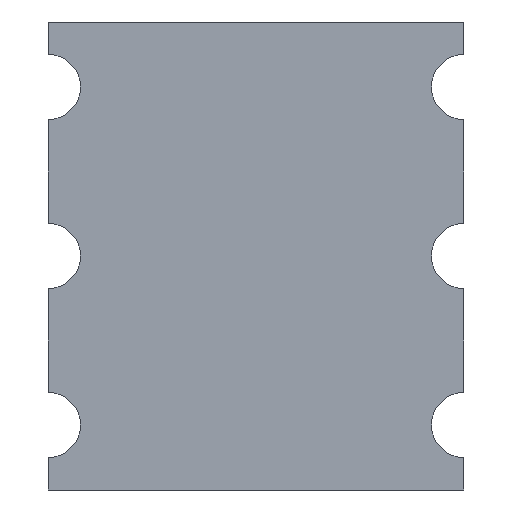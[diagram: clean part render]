
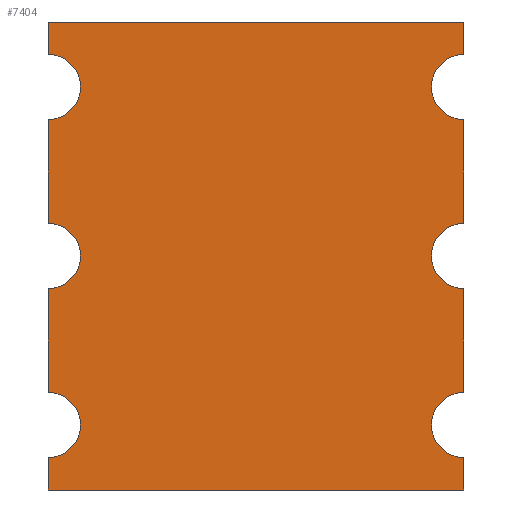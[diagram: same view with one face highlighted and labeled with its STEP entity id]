
A CAD part, front view. The second image highlights one B-rep face of the part: STEP entity #7404.
In plain terms, the highlighted planar face has unit normal (0, -1, 0).
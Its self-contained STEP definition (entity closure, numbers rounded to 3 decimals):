
#7398 = ORIENTED_EDGE ( 'NONE', *, *, #7419, .T. ) ;
#7402 = VERTEX_POINT ( 'NONE', #19235 ) ;
#7403 = EDGE_CURVE ( 'NONE', #7429, #7402, #19286, .T. ) ;
#7404 = ADVANCED_FACE ( 'NONE', ( #19282 ), #19267, .T. ) ;
#7405 = EDGE_CURVE ( 'NONE', #7437, #7613, #19266, .T. ) ;
#7406 = VERTEX_POINT ( 'NONE', #19323 ) ;
#7411 = EDGE_CURVE ( 'NONE', #7471, #7558, #19313, .T. ) ;
#7419 = EDGE_CURVE ( 'NONE', #7437, #7406, #19303, .T. ) ;
#7420 = ORIENTED_EDGE ( 'NONE', *, *, #7403, .T. ) ;
#7426 = ORIENTED_EDGE ( 'NONE', *, *, #7411, .T. ) ;
#7428 = EDGE_CURVE ( 'NONE', #7429, #7558, #19362, .T. ) ;
#7429 = VERTEX_POINT ( 'NONE', #19358 ) ;
#7431 = EDGE_CURVE ( 'NONE', #7435, #7406, #19357, .T. ) ;
#7432 = ORIENTED_EDGE ( 'NONE', *, *, #7428, .F. ) ;
#7435 = VERTEX_POINT ( 'NONE', #19353 ) ;
#7437 = VERTEX_POINT ( 'NONE', #19351 ) ;
#7471 = VERTEX_POINT ( 'NONE', #19441 ) ;
#7491 = EDGE_CURVE ( 'NONE', #7626, #7496, #19430, .T. ) ;
#7496 = VERTEX_POINT ( 'NONE', #19466 ) ;
#7498 = ORIENTED_EDGE ( 'NONE', *, *, #7431, .F. ) ;
#7504 = ORIENTED_EDGE ( 'NONE', *, *, #7576, .T. ) ;
#7523 = ORIENTED_EDGE ( 'NONE', *, *, #7491, .F. ) ;
#7558 = VERTEX_POINT ( 'NONE', #19526 ) ;
#7575 = EDGE_CURVE ( 'NONE', #7646, #7798, #19578, .T. ) ;
#7576 = EDGE_CURVE ( 'NONE', #7435, #7471, #19631, .T. ) ;
#7579 = ORIENTED_EDGE ( 'NONE', *, *, #7575, .T. ) ;
#7612 = EDGE_CURVE ( 'NONE', #7616, #7613, #19729, .T. ) ;
#7613 = VERTEX_POINT ( 'NONE', #19724 ) ;
#7615 = ORIENTED_EDGE ( 'NONE', *, *, #7612, .T. ) ;
#7616 = VERTEX_POINT ( 'NONE', #19723 ) ;
#7617 = EDGE_CURVE ( 'NONE', #7616, #7619, #19722, .T. ) ;
#7618 = ORIENTED_EDGE ( 'NONE', *, *, #7617, .F. ) ;
#7619 = VERTEX_POINT ( 'NONE', #19718 ) ;
#7621 = EDGE_CURVE ( 'NONE', #7633, #7619, #19716, .T. ) ;
#7623 = ORIENTED_EDGE ( 'NONE', *, *, #7621, .T. ) ;
#7626 = VERTEX_POINT ( 'NONE', #19752 ) ;
#7633 = VERTEX_POINT ( 'NONE', #19776 ) ;
#7634 = ORIENTED_EDGE ( 'NONE', *, *, #7637, .F. ) ;
#7637 = EDGE_CURVE ( 'NONE', #7633, #7626, #19771, .T. ) ;
#7638 = EDGE_LOOP ( 'NONE', ( #7634, #7623, #7618, #7615, #15523, #7398, #7498, #7504, #7426, #7432, #7420, #7641, #7579, #7799, #7642, #7523 ) ) ;
#7640 = EDGE_CURVE ( 'NONE', #7800, #7496, #19767, .T. ) ;
#7641 = ORIENTED_EDGE ( 'NONE', *, *, #7648, .F. ) ;
#7642 = ORIENTED_EDGE ( 'NONE', *, *, #7640, .T. ) ;
#7646 = VERTEX_POINT ( 'NONE', #19811 ) ;
#7648 = EDGE_CURVE ( 'NONE', #7646, #7402, #19809, .T. ) ;
#7797 = EDGE_CURVE ( 'NONE', #7800, #7798, #20283, .T. ) ;
#7798 = VERTEX_POINT ( 'NONE', #20278 ) ;
#7799 = ORIENTED_EDGE ( 'NONE', *, *, #7797, .F. ) ;
#7800 = VERTEX_POINT ( 'NONE', #20277 ) ;
#15523 = ORIENTED_EDGE ( 'NONE', *, *, #7405, .F. ) ;
#19235 = CARTESIAN_POINT ( 'NONE',  ( -1.6, -0.25, 0.25 ) ) ;
#19258 = DIRECTION ( 'NONE',  ( 0., 0., -1. ) ) ;
#19259 = VECTOR ( 'NONE', #19258, 1000. ) ;
#19260 = CARTESIAN_POINT ( 'NONE',  ( 1.6, -0.25, 1.8 ) ) ;
#19262 = DIRECTION ( 'NONE',  ( 1., 0., 0. ) ) ;
#19263 = DIRECTION ( 'NONE',  ( 0., -1., 0. ) ) ;
#19264 = CARTESIAN_POINT ( 'NONE',  ( -2.801, -0.25, 1.8 ) ) ;
#19265 = AXIS2_PLACEMENT_3D ( 'NONE', #19264, #19263, #19262 ) ;
#19266 = LINE ( 'NONE', #19260, #19259 ) ;
#19267 = PLANE ( 'NONE',  #19265 ) ;
#19282 = FACE_OUTER_BOUND ( 'NONE', #7638, .T. ) ;
#19283 = DIRECTION ( 'NONE',  ( 0., 0., -1. ) ) ;
#19284 = VECTOR ( 'NONE', #19283, 1000. ) ;
#19285 = CARTESIAN_POINT ( 'NONE',  ( -1.6, -0.25, 1.8 ) ) ;
#19286 = LINE ( 'NONE', #19285, #19284 ) ;
#19299 = DIRECTION ( 'NONE',  ( 0., 0., -1. ) ) ;
#19300 = DIRECTION ( 'NONE',  ( 0., 1., 0. ) ) ;
#19301 = CARTESIAN_POINT ( 'NONE',  ( 1.6, -0.25, 1.3 ) ) ;
#19302 = AXIS2_PLACEMENT_3D ( 'NONE', #19301, #19300, #19299 ) ;
#19303 = CIRCLE ( 'NONE', #19302, 0.25 ) ;
#19310 = DIRECTION ( 'NONE',  ( 0., 0., -1. ) ) ;
#19311 = VECTOR ( 'NONE', #19310, 1000. ) ;
#19312 = CARTESIAN_POINT ( 'NONE',  ( -1.6, -0.25, 1.8 ) ) ;
#19313 = LINE ( 'NONE', #19312, #19311 ) ;
#19323 = CARTESIAN_POINT ( 'NONE',  ( 1.6, -0.25, 1.55 ) ) ;
#19351 = CARTESIAN_POINT ( 'NONE',  ( 1.6, -0.25, 1.05 ) ) ;
#19353 = CARTESIAN_POINT ( 'NONE',  ( 1.6, -0.25, 1.8 ) ) ;
#19354 = DIRECTION ( 'NONE',  ( 0., 0., -1. ) ) ;
#19355 = VECTOR ( 'NONE', #19354, 1000. ) ;
#19356 = CARTESIAN_POINT ( 'NONE',  ( 1.6, -0.25, 1.8 ) ) ;
#19357 = LINE ( 'NONE', #19356, #19355 ) ;
#19358 = CARTESIAN_POINT ( 'NONE',  ( -1.6, -0.25, 1.05 ) ) ;
#19359 = DIRECTION ( 'NONE',  ( 0., 0., -1. ) ) ;
#19360 = DIRECTION ( 'NONE',  ( 0., -1., 0. ) ) ;
#19361 = AXIS2_PLACEMENT_3D ( 'NONE', #19367, #19360, #19359 ) ;
#19362 = CIRCLE ( 'NONE', #19361, 0.25 ) ;
#19367 = CARTESIAN_POINT ( 'NONE',  ( -1.6, -0.25, 1.3 ) ) ;
#19427 = DIRECTION ( 'NONE',  ( -1., 0., 0. ) ) ;
#19428 = VECTOR ( 'NONE', #19427, 1000. ) ;
#19429 = CARTESIAN_POINT ( 'NONE',  ( -2.801, -0.25, -1.8 ) ) ;
#19430 = LINE ( 'NONE', #19429, #19428 ) ;
#19441 = CARTESIAN_POINT ( 'NONE',  ( -1.6, -0.25, 1.8 ) ) ;
#19466 = CARTESIAN_POINT ( 'NONE',  ( -1.6, -0.25, -1.8 ) ) ;
#19526 = CARTESIAN_POINT ( 'NONE',  ( -1.6, -0.25, 1.55 ) ) ;
#19578 = LINE ( 'NONE', #19634, #19633 ) ;
#19628 = DIRECTION ( 'NONE',  ( -1., 0., 0. ) ) ;
#19629 = VECTOR ( 'NONE', #19628, 1000. ) ;
#19630 = CARTESIAN_POINT ( 'NONE',  ( -2.801, -0.25, 1.8 ) ) ;
#19631 = LINE ( 'NONE', #19630, #19629 ) ;
#19632 = DIRECTION ( 'NONE',  ( 0., 0., -1. ) ) ;
#19633 = VECTOR ( 'NONE', #19632, 1000. ) ;
#19634 = CARTESIAN_POINT ( 'NONE',  ( -1.6, -0.25, 1.8 ) ) ;
#19712 = DIRECTION ( 'NONE',  ( 0., 0., -1. ) ) ;
#19713 = DIRECTION ( 'NONE',  ( 0., 1., 0. ) ) ;
#19714 = CARTESIAN_POINT ( 'NONE',  ( 1.6, -0.25, -1.3 ) ) ;
#19715 = AXIS2_PLACEMENT_3D ( 'NONE', #19714, #19713, #19712 ) ;
#19716 = CIRCLE ( 'NONE', #19715, 0.25 ) ;
#19718 = CARTESIAN_POINT ( 'NONE',  ( 1.6, -0.25, -1.05 ) ) ;
#19719 = DIRECTION ( 'NONE',  ( 0., 0., -1. ) ) ;
#19720 = VECTOR ( 'NONE', #19719, 1000. ) ;
#19721 = CARTESIAN_POINT ( 'NONE',  ( 1.6, -0.25, 1.8 ) ) ;
#19722 = LINE ( 'NONE', #19721, #19720 ) ;
#19723 = CARTESIAN_POINT ( 'NONE',  ( 1.6, -0.25, -0.25 ) ) ;
#19724 = CARTESIAN_POINT ( 'NONE',  ( 1.6, -0.25, 0.25 ) ) ;
#19725 = DIRECTION ( 'NONE',  ( 0., 0., -1. ) ) ;
#19726 = DIRECTION ( 'NONE',  ( 0., 1., 0. ) ) ;
#19727 = CARTESIAN_POINT ( 'NONE',  ( 1.6, -0.25, 0. ) ) ;
#19728 = AXIS2_PLACEMENT_3D ( 'NONE', #19727, #19726, #19725 ) ;
#19729 = CIRCLE ( 'NONE', #19728, 0.25 ) ;
#19752 = CARTESIAN_POINT ( 'NONE',  ( 1.6, -0.25, -1.8 ) ) ;
#19764 = DIRECTION ( 'NONE',  ( 0., 0., -1. ) ) ;
#19765 = VECTOR ( 'NONE', #19764, 1000. ) ;
#19766 = CARTESIAN_POINT ( 'NONE',  ( -1.6, -0.25, 1.8 ) ) ;
#19767 = LINE ( 'NONE', #19766, #19765 ) ;
#19768 = DIRECTION ( 'NONE',  ( 0., 0., -1. ) ) ;
#19769 = VECTOR ( 'NONE', #19768, 1000. ) ;
#19770 = CARTESIAN_POINT ( 'NONE',  ( 1.6, -0.25, 1.8 ) ) ;
#19771 = LINE ( 'NONE', #19770, #19769 ) ;
#19776 = CARTESIAN_POINT ( 'NONE',  ( 1.6, -0.25, -1.55 ) ) ;
#19805 = DIRECTION ( 'NONE',  ( 0., 0., -1. ) ) ;
#19806 = DIRECTION ( 'NONE',  ( 0., -1., 0. ) ) ;
#19807 = CARTESIAN_POINT ( 'NONE',  ( -1.6, -0.25, 0. ) ) ;
#19808 = AXIS2_PLACEMENT_3D ( 'NONE', #19807, #19806, #19805 ) ;
#19809 = CIRCLE ( 'NONE', #19808, 0.25 ) ;
#19811 = CARTESIAN_POINT ( 'NONE',  ( -1.6, -0.25, -0.25 ) ) ;
#20277 = CARTESIAN_POINT ( 'NONE',  ( -1.6, -0.25, -1.55 ) ) ;
#20278 = CARTESIAN_POINT ( 'NONE',  ( -1.6, -0.25, -1.05 ) ) ;
#20279 = DIRECTION ( 'NONE',  ( 0., 0., -1. ) ) ;
#20280 = DIRECTION ( 'NONE',  ( 0., -1., 0. ) ) ;
#20281 = CARTESIAN_POINT ( 'NONE',  ( -1.6, -0.25, -1.3 ) ) ;
#20282 = AXIS2_PLACEMENT_3D ( 'NONE', #20281, #20280, #20279 ) ;
#20283 = CIRCLE ( 'NONE', #20282, 0.25 ) ;
